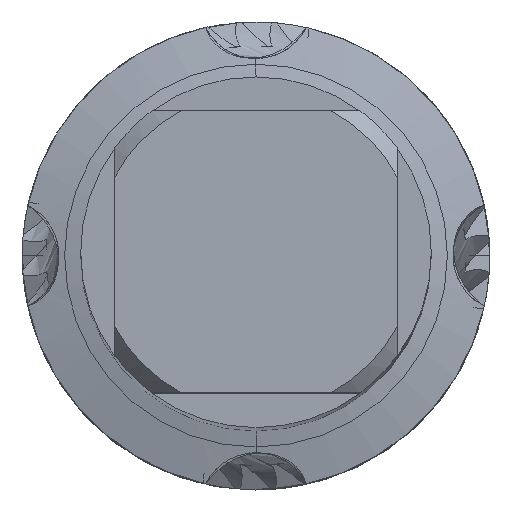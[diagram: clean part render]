
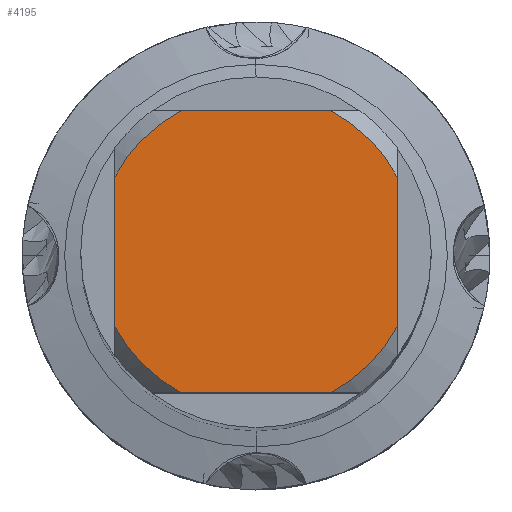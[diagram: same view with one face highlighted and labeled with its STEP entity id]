
A CAD part, top view. The second image highlights one B-rep face of the part: STEP entity #4195.
In plain terms, the highlighted planar face has unit normal (0, 0, 1).
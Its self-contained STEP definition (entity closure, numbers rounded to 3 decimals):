
#1881=VERTEX_POINT('',#5557);
#2505=VERTEX_POINT('',#6235);
#2639=EDGE_CURVE('',#3729,#1881,#6385,.T.);
#2655=VERTEX_POINT('',#6402);
#2721=VERTEX_POINT('',#6476);
#3123=EDGE_CURVE('',#2505,#2721,#6917,.T.);
#3345=EDGE_CURVE('',#2655,#3661,#7163,.T.);
#3441=EDGE_CURVE('',#2505,#3661,#7266,.T.);
#3527=EDGE_CURVE('',#2655,#1881,#7361,.T.);
#3655=VERTEX_POINT('',#7497);
#3661=VERTEX_POINT('',#7503);
#3693=EDGE_CURVE('',#4665,#2721,#7539,.T.);
#3729=VERTEX_POINT('',#7575);
#4195=ADVANCED_FACE('',(#8083),#8084,.T.);
#4665=VERTEX_POINT('',#8587);
#4835=EDGE_CURVE('',#3729,#3655,#8768,.T.);
#5111=EDGE_CURVE('',#4665,#3655,#9074,.T.);
#5557=CARTESIAN_POINT('',(-3.831,7.25,0.0));
#6235=CARTESIAN_POINT('',(7.25,-3.831,0.0));
#6385=CIRCLE('',#12802,8.2);
#6402=CARTESIAN_POINT('',(3.831,7.25,0.0));
#6476=CARTESIAN_POINT('',(3.831,-7.25,0.0));
#6917=CIRCLE('',#14294,8.2);
#7163=CIRCLE('',#14828,8.2);
#7266=LINE('',#15091,#15092);
#7361=LINE('',#15317,#15318);
#7497=CARTESIAN_POINT('',(-7.25,-3.831,0.0));
#7503=CARTESIAN_POINT('',(7.25,3.831,0.0));
#7539=LINE('',#15767,#15768);
#7575=CARTESIAN_POINT('',(-7.25,3.831,0.0));
#8083=FACE_OUTER_BOUND('',#17385,.T.);
#8084=PLANE('',#17386);
#8587=CARTESIAN_POINT('',(-3.831,-7.25,0.0));
#8768=LINE('',#19322,#19323);
#9074=CIRCLE('',#20034,8.2);
#12802=AXIS2_PLACEMENT_3D('',#22420,#22421,#22422);
#14294=AXIS2_PLACEMENT_3D('',#23091,#23092,#23093);
#14828=AXIS2_PLACEMENT_3D('',#23342,#23343,#23344);
#15091=CARTESIAN_POINT('',(7.25,2.05,0.0));
#15092=VECTOR('',#23454,1.0);
#15317=CARTESIAN_POINT('',(0.0,7.25,0.0));
#15318=VECTOR('',#23555,1.0);
#15767=CARTESIAN_POINT('',(0.0,-7.25,0.0));
#15768=VECTOR('',#23702,1.0);
#17385=EDGE_LOOP('',(#24208,#24209,#24210,#24211,#24212,#24213,#24214,#24215));
#17386=AXIS2_PLACEMENT_3D('',#24216,#24217,#24218);
#19322=CARTESIAN_POINT('',(-7.25,2.05,0.0));
#19323=VECTOR('',#24805,1.0);
#20034=AXIS2_PLACEMENT_3D('',#25150,#25151,#25152);
#22420=CARTESIAN_POINT('',(0.0,0.0,0.0));
#22421=DIRECTION('',(0.0,0.0,-1.0));
#22422=DIRECTION('',(0.0,1.0,0.0));
#23091=CARTESIAN_POINT('',(0.0,0.0,0.0));
#23092=DIRECTION('',(0.0,0.0,-1.0));
#23093=DIRECTION('',(0.0,1.0,0.0));
#23342=CARTESIAN_POINT('',(0.0,0.0,0.0));
#23343=DIRECTION('',(0.0,0.0,-1.0));
#23344=DIRECTION('',(0.0,1.0,0.0));
#23454=DIRECTION('',(-0.0,1.0,0.0));
#23555=DIRECTION('',(-1.0,0.0,0.0));
#23702=DIRECTION('',(1.0,0.0,0.0));
#24208=ORIENTED_EDGE('',*,*,#4835,.T.);
#24209=ORIENTED_EDGE('',*,*,#5111,.F.);
#24210=ORIENTED_EDGE('',*,*,#3693,.T.);
#24211=ORIENTED_EDGE('',*,*,#3123,.F.);
#24212=ORIENTED_EDGE('',*,*,#3441,.T.);
#24213=ORIENTED_EDGE('',*,*,#3345,.F.);
#24214=ORIENTED_EDGE('',*,*,#3527,.T.);
#24215=ORIENTED_EDGE('',*,*,#2639,.F.);
#24216=CARTESIAN_POINT('',(0.0,4.1,0.0));
#24217=DIRECTION('',(-0.0,0.0,1.0));
#24218=DIRECTION('',(0.0,-1.0,0.0));
#24805=DIRECTION('',(-0.0,-1.0,0.0));
#25150=CARTESIAN_POINT('',(0.0,0.0,0.0));
#25151=DIRECTION('',(0.0,0.0,-1.0));
#25152=DIRECTION('',(0.0,1.0,0.0));
